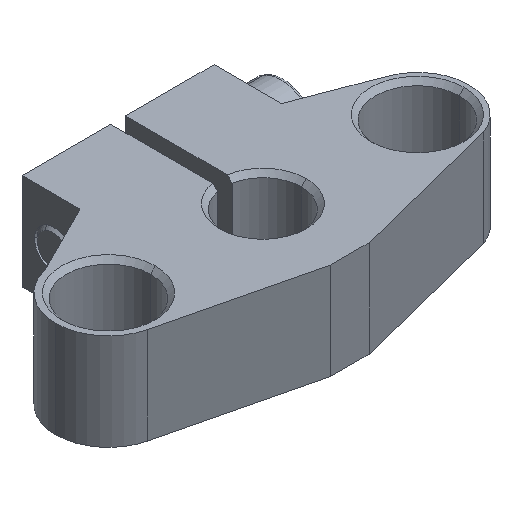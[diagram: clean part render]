
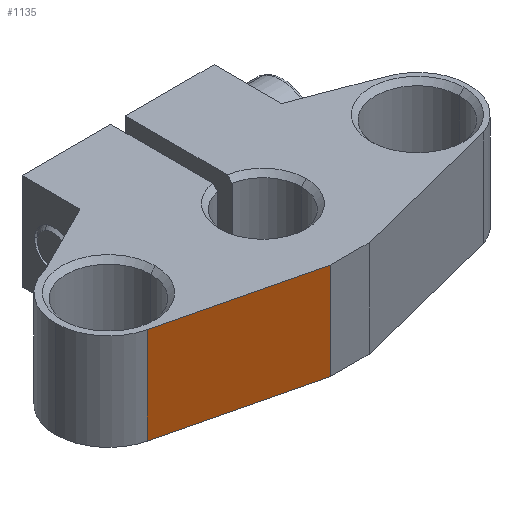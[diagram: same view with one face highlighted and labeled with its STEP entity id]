
A CAD part, isometric view. The second image highlights one B-rep face of the part: STEP entity #1135.
In plain terms, the highlighted planar face has unit normal (-0.235, -0.972, 0).
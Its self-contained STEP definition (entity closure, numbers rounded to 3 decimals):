
#99 = ORIENTED_EDGE ( 'NONE', *, *, #181, .F. ) ;
#103 = VECTOR ( 'NONE', #1801, 1000. ) ;
#181 = EDGE_CURVE ( 'NONE', #942, #812, #618, .T. ) ;
#273 = DIRECTION ( 'NONE',  ( 0., 0., -1. ) ) ;
#489 = FACE_OUTER_BOUND ( 'NONE', #784, .T. ) ;
#592 = CARTESIAN_POINT ( 'NONE',  ( -2., -9., 10. ) ) ;
#604 = VERTEX_POINT ( 'NONE', #1856 ) ;
#609 = AXIS2_PLACEMENT_3D ( 'NONE', #854, #1742, #864 ) ;
#618 = LINE ( 'NONE', #592, #1608 ) ;
#621 = CARTESIAN_POINT ( 'NONE',  ( -17.282, -5.309, 0. ) ) ;
#657 = DIRECTION ( 'NONE',  ( 0.972, -0.235, 0. ) ) ;
#766 = LINE ( 'NONE', #621, #103 ) ;
#784 = EDGE_LOOP ( 'NONE', ( #1024, #99, #1952, #2214 ) ) ;
#786 = EDGE_CURVE ( 'NONE', #1047, #942, #1869, .T. ) ;
#793 = VECTOR ( 'NONE', #273, 1000. ) ;
#812 = VERTEX_POINT ( 'NONE', #1189 ) ;
#849 = CARTESIAN_POINT ( 'NONE',  ( -17.282, -5.309, 10. ) ) ;
#854 = CARTESIAN_POINT ( 'NONE',  ( -17.282, -5.309, 10. ) ) ;
#864 = DIRECTION ( 'NONE',  ( -0.972, 0.235, 0. ) ) ;
#942 = VERTEX_POINT ( 'NONE', #1637 ) ;
#1024 = ORIENTED_EDGE ( 'NONE', *, *, #1400, .T. ) ;
#1047 = VERTEX_POINT ( 'NONE', #2117 ) ;
#1135 = ADVANCED_FACE ( 'NONE', ( #489 ), #1554, .F. ) ;
#1189 = CARTESIAN_POINT ( 'NONE',  ( -2., -9., 0. ) ) ;
#1400 = EDGE_CURVE ( 'NONE', #604, #812, #766, .T. ) ;
#1418 = EDGE_CURVE ( 'NONE', #1047, #604, #1463, .T. ) ;
#1463 = LINE ( 'NONE', #2165, #793 ) ;
#1554 = PLANE ( 'NONE',  #609 ) ;
#1608 = VECTOR ( 'NONE', #2019, 1000. ) ;
#1637 = CARTESIAN_POINT ( 'NONE',  ( -2., -9., 10. ) ) ;
#1742 = DIRECTION ( 'NONE',  ( 0.235, 0.972, 0. ) ) ;
#1801 = DIRECTION ( 'NONE',  ( 0.972, -0.235, 0. ) ) ;
#1856 = CARTESIAN_POINT ( 'NONE',  ( -17.282, -5.309, 0. ) ) ;
#1869 = LINE ( 'NONE', #849, #2204 ) ;
#1952 = ORIENTED_EDGE ( 'NONE', *, *, #786, .F. ) ;
#2019 = DIRECTION ( 'NONE',  ( 0., 0., -1. ) ) ;
#2117 = CARTESIAN_POINT ( 'NONE',  ( -17.282, -5.309, 10. ) ) ;
#2165 = CARTESIAN_POINT ( 'NONE',  ( -17.282, -5.309, 10. ) ) ;
#2204 = VECTOR ( 'NONE', #657, 1000. ) ;
#2214 = ORIENTED_EDGE ( 'NONE', *, *, #1418, .T. ) ;
